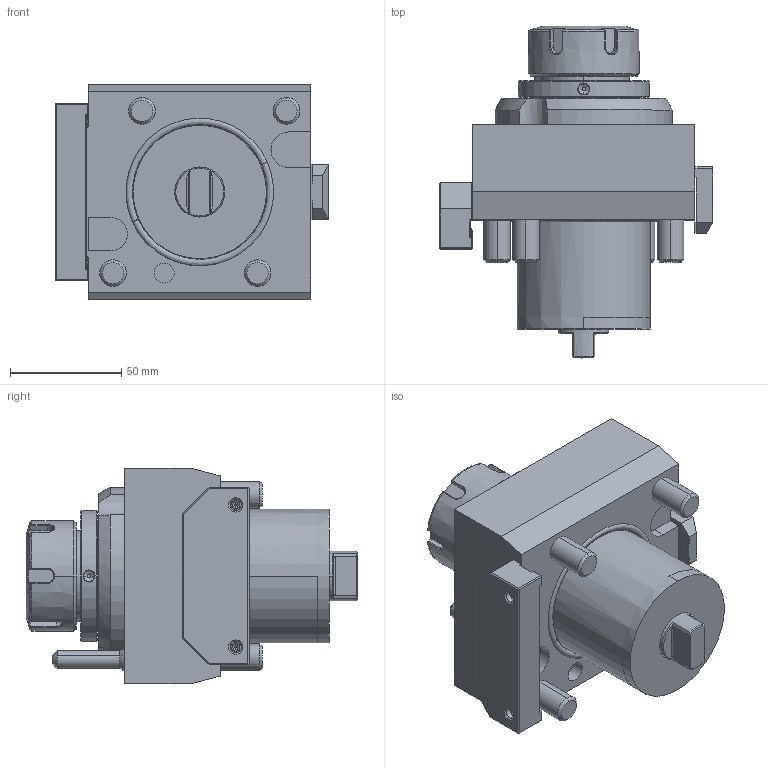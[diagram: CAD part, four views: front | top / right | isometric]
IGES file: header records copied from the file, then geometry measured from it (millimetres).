
Start section:  PTC IGES file: ngt2_60_101_32_1_ja.igs
Global section: file name: ngt2_60_101_32_1_ja.igs; native system: Pro/ENGINEER by Parametric Technology Corporation; preprocessor: 2010280; author: vali; organization: Unknown; date: 20220813.093513; units: millimetre
Bounding box: 123 x 149.3 x 97 mm (x, y, z)
Volume: 716699.8 mm3; surface area: 69797.2 mm2
Topology: 1 solids, 1 shells, 326 faces, 795 edges, 483 vertices
Faces by surface type: bspline 184, revolution 142
